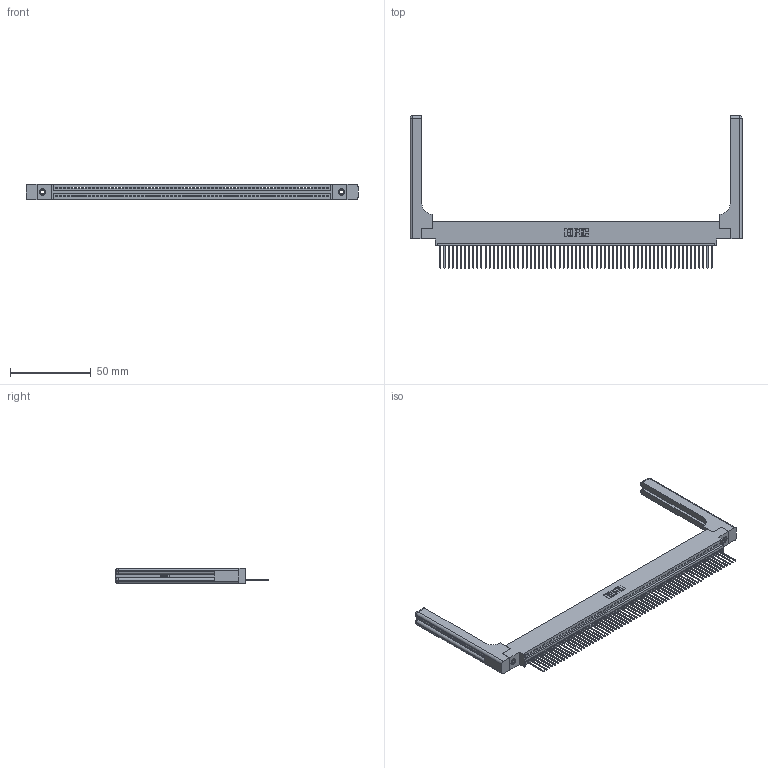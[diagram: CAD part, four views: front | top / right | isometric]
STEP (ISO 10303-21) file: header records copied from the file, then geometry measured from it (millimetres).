
FILE_DESCRIPTION (( 'STEP AP203' ), '1' );
FILE_NAME ('395-067-540-658.STEP', '2019-10-25T12:34:01', ( '' ), ( '' ), 'SwSTEP 2.0', 'SolidWorks 2016', '' );
FILE_SCHEMA (( 'CONFIG_CONTROL_DESIGN' ));
Length unit declared in the file: inch
Products named in the file (5): 345 Part_0.170 Offset - 0.156 Dia-TH; 395-067-540-658; 345-220-058_345-220-058; 345-292-001_345-293-140; 345-250-001_345-250-001-102
Assembly tree (72 placements, depth 2):
  395-067-540-658
    345 Part_0.170 Offset - 0.156 Dia-TH
    345-292-001_345-293-140  x67
    345-250-001_345-250-001-102  x2
    345-220-058_345-220-058  x2
Bounding box: 205.21 x 94.41 x 9.4 mm (x, y, z)
Volume: 28177.8 mm3; surface area: 32568.2 mm2
Topology: 72 solids, 72 shells, 4272 faces, 12811 edges, 8430 vertices
Faces by surface type: plane 2912, cylinder 1300, bspline 36, cone 12, sphere 8, torus 4
Entity records: 52392 total; most frequent: CARTESIAN_POINT 10046, ORIENTED_EDGE 8844, DIRECTION 7684, EDGE_CURVE 4422, VECTOR 3930, LINE 3930, VERTEX_POINT 2938, AXIS2_PLACEMENT_3D 1877
